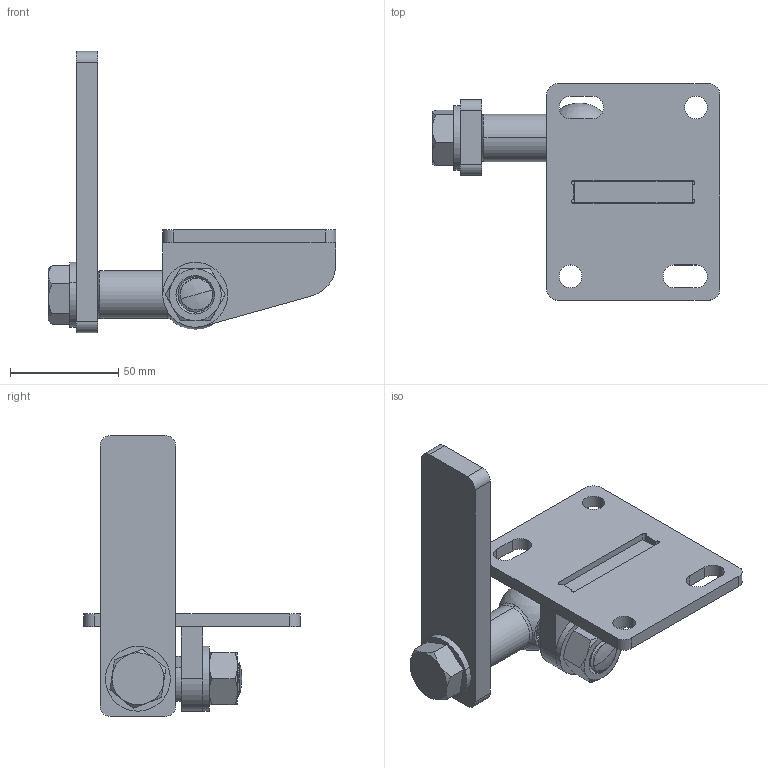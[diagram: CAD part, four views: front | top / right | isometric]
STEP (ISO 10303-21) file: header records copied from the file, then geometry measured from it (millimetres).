
FILE_DESCRIPTION (( 'STEP AP203' ), '1' );
FILE_NAME ('Pant horny.STEP', '2020-05-20T11:49:28', ( '' ), ( '' ), 'SwSTEP 2.0', 'SolidWorks 2019', '' );
FILE_SCHEMA (( 'CONFIG_CONTROL_DESIGN' ));
Length unit declared in the file: millimetre
Products named in the file (8): 27650-1916_0_C.P1; 27650-1916_0_C.P2; MATICA DIN 934_MATICA M16; Diel pantu H2; DIN 125_PODLOZKA 16; SKRUTKA DIN 933 8.8 Zink._M16 x 30; Diel pantu H1; Pant horny
Assembly tree (8 placements, depth 2):
  Pant horny
    Diel pantu H1
    Diel pantu H2
    27650-1916_0_C.P1
    27650-1916_0_C.P2
    DIN 125_PODLOZKA 16  x2
    SKRUTKA DIN 933 8.8 Zink._M16 x 30
    MATICA DIN 934_MATICA M16
Bounding box: 133 x 100 x 130 mm (x, y, z)
Volume: 156078.7 mm3; surface area: 57678.9 mm2
Topology: 9 solids, 9 shells, 193 faces, 505 edges, 326 vertices
Faces by surface type: cylinder 82, plane 60, cone 30, sphere 10, torus 8, bspline 3
Entity records: 9386 total; most frequent: CARTESIAN_POINT 4053, ORIENTED_EDGE 952, DIRECTION 943, EDGE_CURVE 476, AXIS2_PLACEMENT_3D 371, VERTEX_POINT 309, EDGE_LOOP 209, LINE 201
